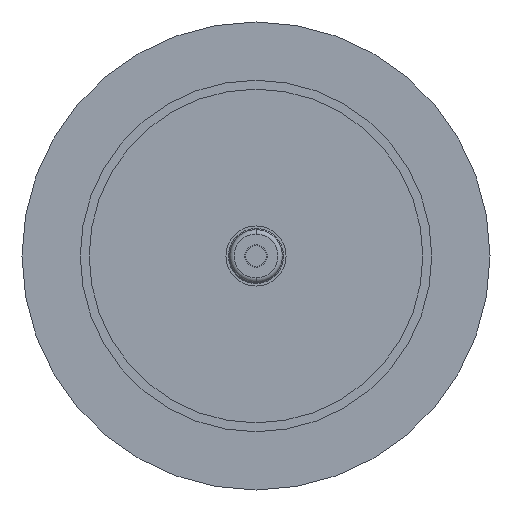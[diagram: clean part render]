
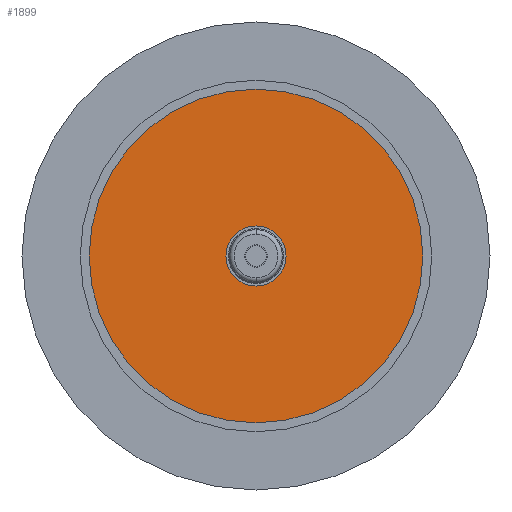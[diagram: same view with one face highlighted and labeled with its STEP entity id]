
A CAD part, front view. The second image highlights one B-rep face of the part: STEP entity #1899.
In plain terms, the highlighted planar face has unit normal (0, -1, 0).
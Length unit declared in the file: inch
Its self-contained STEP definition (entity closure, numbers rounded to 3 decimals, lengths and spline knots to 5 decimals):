
#178 = DIRECTION ( 'NONE',  ( 0., 0., 1. ) ) ;
#179 = DIRECTION ( 'NONE',  ( 0., 1., 0. ) ) ;
#182 = CARTESIAN_POINT ( 'NONE',  ( 0., -0.87271, 0. ) ) ;
#243 = AXIS2_PLACEMENT_3D ( 'NONE', #498, #497, #496 ) ;
#286 = AXIS2_PLACEMENT_3D ( 'NONE', #1765, #1766, #1761 ) ;
#468 = VERTEX_POINT ( 'NONE', #1438 ) ;
#496 = DIRECTION ( 'NONE',  ( 0., 0., 1. ) ) ;
#497 = DIRECTION ( 'NONE',  ( 0., 1., 0. ) ) ;
#498 = CARTESIAN_POINT ( 'NONE',  ( 0., -0.87271, 0. ) ) ;
#533 = DIRECTION ( 'NONE',  ( 0., 0., -1. ) ) ;
#534 = DIRECTION ( 'NONE',  ( 0., -1., 0. ) ) ;
#537 = PLANE ( 'NONE',  #994 ) ;
#541 = CARTESIAN_POINT ( 'NONE',  ( -0.77, -0.87271, 0. ) ) ;
#583 = EDGE_CURVE ( 'NONE', #858, #933, #1706, .T. ) ;
#636 = EDGE_CURVE ( 'NONE', #933, #858, #1252, .T. ) ;
#640 = EDGE_CURVE ( 'NONE', #468, #903, #1249, .T. ) ;
#646 = EDGE_CURVE ( 'NONE', #903, #468, #1244, .T. ) ;
#686 = ORIENTED_EDGE ( 'NONE', *, *, #646, .T. ) ;
#687 = ORIENTED_EDGE ( 'NONE', *, *, #636, .F. ) ;
#688 = ORIENTED_EDGE ( 'NONE', *, *, #583, .F. ) ;
#689 = ORIENTED_EDGE ( 'NONE', *, *, #640, .T. ) ;
#858 = VERTEX_POINT ( 'NONE', #1334 ) ;
#881 = EDGE_LOOP ( 'NONE', ( #689, #686 ) ) ;
#894 = EDGE_LOOP ( 'NONE', ( #688, #687 ) ) ;
#903 = VERTEX_POINT ( 'NONE', #1308 ) ;
#933 = VERTEX_POINT ( 'NONE', #1305 ) ;
#994 = AXIS2_PLACEMENT_3D ( 'NONE', #541, #534, #533 ) ;
#1097 = FACE_OUTER_BOUND ( 'NONE', #894, .T. ) ;
#1107 = FACE_BOUND ( 'NONE', #881, .T. ) ;
#1244 = CIRCLE ( 'NONE', #1740, 0.1385 ) ;
#1249 = CIRCLE ( 'NONE', #1744, 0.1385 ) ;
#1252 = CIRCLE ( 'NONE', #243, 0.77 ) ;
#1305 = CARTESIAN_POINT ( 'NONE',  ( 0., -0.87271, -0.77 ) ) ;
#1308 = CARTESIAN_POINT ( 'NONE',  ( 0., -0.87271, -0.1385 ) ) ;
#1334 = CARTESIAN_POINT ( 'NONE',  ( 0., -0.87271, 0.77 ) ) ;
#1438 = CARTESIAN_POINT ( 'NONE',  ( 0., -0.87271, 0.1385 ) ) ;
#1706 = CIRCLE ( 'NONE', #286, 0.77 ) ;
#1740 = AXIS2_PLACEMENT_3D ( 'NONE', #1947, #1945, #1943 ) ;
#1744 = AXIS2_PLACEMENT_3D ( 'NONE', #182, #179, #178 ) ;
#1761 = DIRECTION ( 'NONE',  ( 0., 0., 1. ) ) ;
#1765 = CARTESIAN_POINT ( 'NONE',  ( 0., -0.87271, 0. ) ) ;
#1766 = DIRECTION ( 'NONE',  ( 0., 1., 0. ) ) ;
#1899 = ADVANCED_FACE ( 'NONE', ( #1107, #1097 ), #537, .T. ) ;
#1943 = DIRECTION ( 'NONE',  ( 0., 0., 1. ) ) ;
#1945 = DIRECTION ( 'NONE',  ( 0., 1., 0. ) ) ;
#1947 = CARTESIAN_POINT ( 'NONE',  ( 0., -0.87271, 0. ) ) ;
